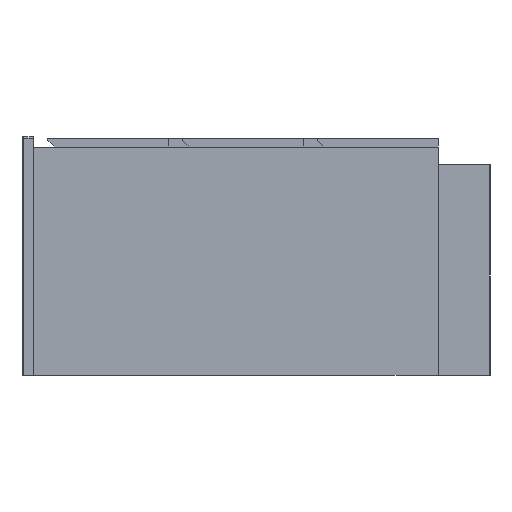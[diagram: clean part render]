
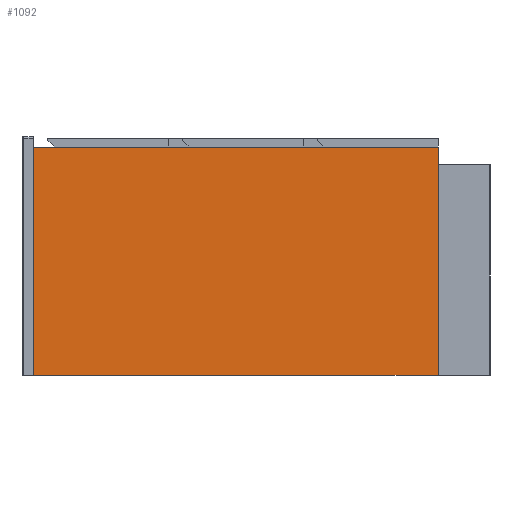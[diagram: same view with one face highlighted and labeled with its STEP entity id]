
A CAD part, left-side view. The second image highlights one B-rep face of the part: STEP entity #1092.
In plain terms, the highlighted planar face has unit normal (-1, 0, 0).
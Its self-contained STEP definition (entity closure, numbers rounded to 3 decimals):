
#2 = CARTESIAN_POINT ( 'NONE',  ( -894., 390., 440. ) ) ;
#146 = ORIENTED_EDGE ( 'NONE', *, *, #5887, .F. ) ;
#516 = DIRECTION ( 'NONE',  ( 0., 1., 0. ) ) ;
#792 = ORIENTED_EDGE ( 'NONE', *, *, #4867, .T. ) ;
#1055 = PLANE ( 'NONE',  #4261 ) ;
#1092 = ADVANCED_FACE ( 'NONE', ( #2753 ), #1055, .T. ) ;
#1198 = LINE ( 'NONE', #6247, #2746 ) ;
#1520 = CARTESIAN_POINT ( 'NONE',  ( -894., 390., 440. ) ) ;
#1598 = CARTESIAN_POINT ( 'NONE',  ( -894., 390., 440. ) ) ;
#1843 = VECTOR ( 'NONE', #4998, 1000. ) ;
#1897 = EDGE_CURVE ( 'NONE', #6036, #4049, #2828, .T. ) ;
#2026 = DIRECTION ( 'NONE',  ( -1., 0., 0. ) ) ;
#2048 = CARTESIAN_POINT ( 'NONE',  ( -894., 390., 0. ) ) ;
#2380 = DIRECTION ( 'NONE',  ( 0., 0., -1. ) ) ;
#2462 = LINE ( 'NONE', #2, #5886 ) ;
#2547 = ORIENTED_EDGE ( 'NONE', *, *, #4207, .T. ) ;
#2746 = VECTOR ( 'NONE', #4364, 1000. ) ;
#2753 = FACE_OUTER_BOUND ( 'NONE', #3181, .T. ) ;
#2828 = LINE ( 'NONE', #4313, #5864 ) ;
#3159 = LINE ( 'NONE', #1520, #1843 ) ;
#3181 = EDGE_LOOP ( 'NONE', ( #146, #5003, #2547, #792 ) ) ;
#3289 = VERTEX_POINT ( 'NONE', #1598 ) ;
#4049 = VERTEX_POINT ( 'NONE', #4824 ) ;
#4053 = CARTESIAN_POINT ( 'NONE',  ( -894., -390., 440. ) ) ;
#4207 = EDGE_CURVE ( 'NONE', #6036, #3289, #2462, .T. ) ;
#4261 = AXIS2_PLACEMENT_3D ( 'NONE', #5002, #2026, #5533 ) ;
#4313 = CARTESIAN_POINT ( 'NONE',  ( -894., -390., 440. ) ) ;
#4364 = DIRECTION ( 'NONE',  ( 0., 1., 0. ) ) ;
#4824 = CARTESIAN_POINT ( 'NONE',  ( -894., -390., 0. ) ) ;
#4867 = EDGE_CURVE ( 'NONE', #3289, #6125, #3159, .T. ) ;
#4998 = DIRECTION ( 'NONE',  ( 0., 0., -1. ) ) ;
#5002 = CARTESIAN_POINT ( 'NONE',  ( -894., 390., 440. ) ) ;
#5003 = ORIENTED_EDGE ( 'NONE', *, *, #1897, .F. ) ;
#5533 = DIRECTION ( 'NONE',  ( 0., 0., 1. ) ) ;
#5864 = VECTOR ( 'NONE', #2380, 1000. ) ;
#5886 = VECTOR ( 'NONE', #516, 1000. ) ;
#5887 = EDGE_CURVE ( 'NONE', #4049, #6125, #1198, .T. ) ;
#6036 = VERTEX_POINT ( 'NONE', #4053 ) ;
#6125 = VERTEX_POINT ( 'NONE', #2048 ) ;
#6247 = CARTESIAN_POINT ( 'NONE',  ( -894., 390., 0. ) ) ;
